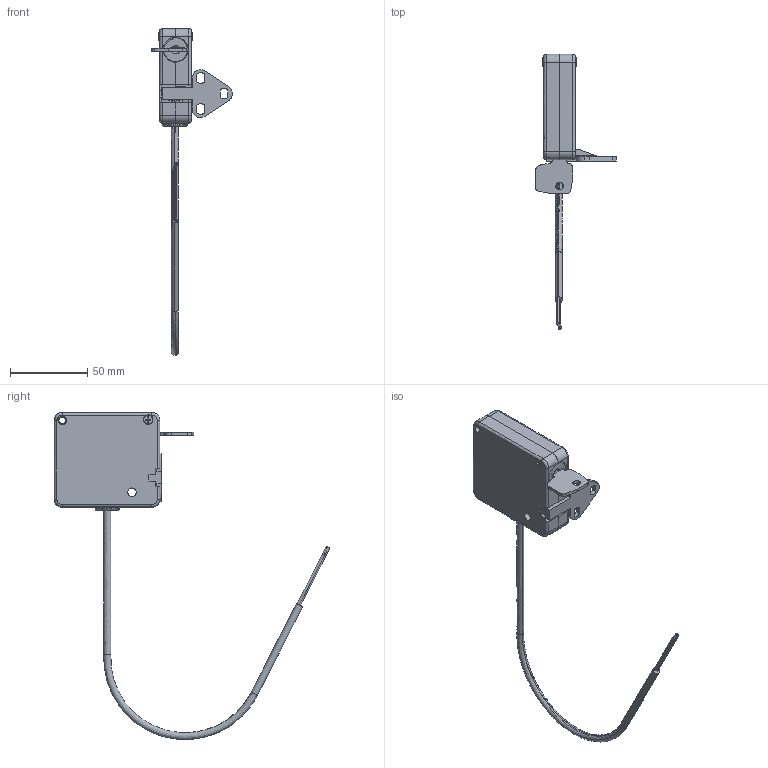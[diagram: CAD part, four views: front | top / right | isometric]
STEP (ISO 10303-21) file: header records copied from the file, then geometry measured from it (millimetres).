
FILE_DESCRIPTION (( 'STEP AP214' ), '1' );
FILE_NAME ('3770cat_asm.STEP', '2019-04-12T08:20:27', ( '' ), ( '' ), 'SwSTEP 2.0', 'SolidWorks 2018', '' );
FILE_SCHEMA (( 'AUTOMOTIVE_DESIGN' ));
Length unit declared in the file: millimetre
Products named in the file (1): 3770cat_asm
Bounding box: 52.25 x 177.9 x 211.19 mm (x, y, z)
Surface area: 47701.8 mm2 (no closed solid volume)
Topology: 0 solids, 21 shells, 1990 faces, 5477 edges, 3582 vertices
Faces by surface type: bspline 1990
Entity records: 73830 total; most frequent: CARTESIAN_POINT 40855, ORIENTED_EDGE 10822, EDGE_CURVE 5474, B_SPLINE_CURVE_WITH_KNOTS 4850, VERTEX_POINT 3582, EDGE_LOOP 2106, FACE_OUTER_BOUND 1990, ADVANCED_FACE 1990
